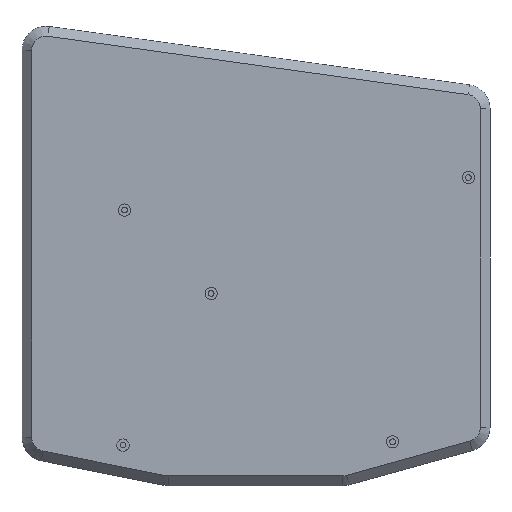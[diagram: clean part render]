
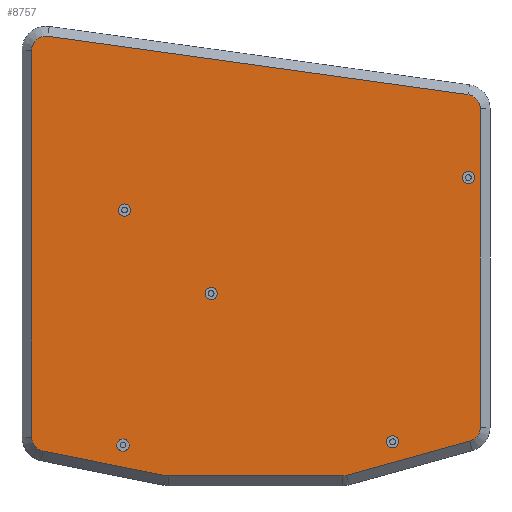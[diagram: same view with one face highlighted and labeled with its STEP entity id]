
A CAD part, front view. The second image highlights one B-rep face of the part: STEP entity #8757.
In plain terms, the highlighted planar face has unit normal (0, -1, 0).
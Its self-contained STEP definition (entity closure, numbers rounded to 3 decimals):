
#1350=FACE_BOUND('',#2489,.T.);
#1351=FACE_BOUND('',#2490,.T.);
#1352=FACE_BOUND('',#2491,.T.);
#1353=FACE_BOUND('',#2492,.T.);
#1354=FACE_BOUND('',#2493,.T.);
#1514=CIRCLE('',#9240,2.9);
#1516=CIRCLE('',#9244,2.9);
#1518=CIRCLE('',#9248,2.9);
#1520=CIRCLE('',#9252,2.9);
#1522=CIRCLE('',#9256,2.9);
#1524=CIRCLE('',#9260,2.9);
#1530=CIRCLE('',#9273,1.25);
#1531=CIRCLE('',#9274,1.25);
#1532=CIRCLE('',#9275,1.25);
#1533=CIRCLE('',#9276,1.25);
#1534=CIRCLE('',#9277,1.25);
#2020=FACE_OUTER_BOUND('',#2488,.T.);
#2488=EDGE_LOOP('',(#7675,#7676,#7677,#7678,#7679,#7680,#7681,#7682,#7683,
#7684,#7685,#7686));
#2489=EDGE_LOOP('',(#7687));
#2490=EDGE_LOOP('',(#7688));
#2491=EDGE_LOOP('',(#7689));
#2492=EDGE_LOOP('',(#7690));
#2493=EDGE_LOOP('',(#7691));
#3292=LINE('',#13349,#4170);
#3296=LINE('',#13361,#4174);
#3300=LINE('',#13373,#4178);
#3304=LINE('',#13385,#4182);
#3308=LINE('',#13397,#4186);
#3312=LINE('',#13409,#4190);
#4170=VECTOR('',#10981,10.);
#4174=VECTOR('',#10993,10.);
#4178=VECTOR('',#11005,10.);
#4182=VECTOR('',#11017,10.);
#4186=VECTOR('',#11029,10.);
#4190=VECTOR('',#11041,10.);
#4858=VERTEX_POINT('',#13342);
#4861=VERTEX_POINT('',#13347);
#4862=VERTEX_POINT('',#13351);
#4864=VERTEX_POINT('',#13357);
#4866=VERTEX_POINT('',#13363);
#4868=VERTEX_POINT('',#13369);
#4870=VERTEX_POINT('',#13375);
#4872=VERTEX_POINT('',#13381);
#4874=VERTEX_POINT('',#13387);
#4876=VERTEX_POINT('',#13393);
#4878=VERTEX_POINT('',#13399);
#4880=VERTEX_POINT('',#13405);
#4895=VERTEX_POINT('',#13452);
#4896=VERTEX_POINT('',#13454);
#4897=VERTEX_POINT('',#13456);
#4898=VERTEX_POINT('',#13458);
#4899=VERTEX_POINT('',#13460);
#5800=EDGE_CURVE('',#4861,#4858,#3292,.T.);
#5803=EDGE_CURVE('',#4858,#4862,#1514,.T.);
#5806=EDGE_CURVE('',#4862,#4864,#3296,.T.);
#5809=EDGE_CURVE('',#4864,#4866,#1516,.T.);
#5812=EDGE_CURVE('',#4866,#4868,#3300,.T.);
#5815=EDGE_CURVE('',#4868,#4870,#1518,.T.);
#5818=EDGE_CURVE('',#4870,#4872,#3304,.T.);
#5821=EDGE_CURVE('',#4872,#4874,#1520,.T.);
#5824=EDGE_CURVE('',#4874,#4876,#3308,.T.);
#5827=EDGE_CURVE('',#4876,#4878,#1522,.T.);
#5830=EDGE_CURVE('',#4878,#4880,#3312,.T.);
#5832=EDGE_CURVE('',#4880,#4861,#1524,.T.);
#5852=EDGE_CURVE('',#4895,#4895,#1530,.T.);
#5853=EDGE_CURVE('',#4896,#4896,#1531,.T.);
#5854=EDGE_CURVE('',#4897,#4897,#1532,.T.);
#5855=EDGE_CURVE('',#4898,#4898,#1533,.T.);
#5856=EDGE_CURVE('',#4899,#4899,#1534,.T.);
#7675=ORIENTED_EDGE('',*,*,#5800,.F.);
#7676=ORIENTED_EDGE('',*,*,#5832,.F.);
#7677=ORIENTED_EDGE('',*,*,#5830,.F.);
#7678=ORIENTED_EDGE('',*,*,#5827,.F.);
#7679=ORIENTED_EDGE('',*,*,#5824,.F.);
#7680=ORIENTED_EDGE('',*,*,#5821,.F.);
#7681=ORIENTED_EDGE('',*,*,#5818,.F.);
#7682=ORIENTED_EDGE('',*,*,#5815,.F.);
#7683=ORIENTED_EDGE('',*,*,#5812,.F.);
#7684=ORIENTED_EDGE('',*,*,#5809,.F.);
#7685=ORIENTED_EDGE('',*,*,#5806,.F.);
#7686=ORIENTED_EDGE('',*,*,#5803,.F.);
#7687=ORIENTED_EDGE('',*,*,#5852,.F.);
#7688=ORIENTED_EDGE('',*,*,#5853,.F.);
#7689=ORIENTED_EDGE('',*,*,#5854,.F.);
#7690=ORIENTED_EDGE('',*,*,#5855,.F.);
#7691=ORIENTED_EDGE('',*,*,#5856,.F.);
#8390=PLANE('',#9272);
#8757=ADVANCED_FACE('',(#2020,#1350,#1351,#1352,#1353,#1354),#8390,.T.);
#9240=AXIS2_PLACEMENT_3D('',#13355,#10987,#10988);
#9244=AXIS2_PLACEMENT_3D('',#13367,#10999,#11000);
#9248=AXIS2_PLACEMENT_3D('',#13379,#11011,#11012);
#9252=AXIS2_PLACEMENT_3D('',#13391,#11023,#11024);
#9256=AXIS2_PLACEMENT_3D('',#13403,#11035,#11036);
#9260=AXIS2_PLACEMENT_3D('',#13412,#11046,#11047);
#9272=AXIS2_PLACEMENT_3D('',#13451,#11084,#11085);
#9273=AXIS2_PLACEMENT_3D('',#13453,#11086,#11087);
#9274=AXIS2_PLACEMENT_3D('',#13455,#11088,#11089);
#9275=AXIS2_PLACEMENT_3D('',#13457,#11090,#11091);
#9276=AXIS2_PLACEMENT_3D('',#13459,#11092,#11093);
#9277=AXIS2_PLACEMENT_3D('',#13461,#11094,#11095);
#10981=DIRECTION('',(0.99,0.,-0.138));
#10987=DIRECTION('center_axis',(0.,1.,0.));
#10988=DIRECTION('ref_axis',(1.,0.,0.));
#10993=DIRECTION('',(0.,0.,-1.));
#10999=DIRECTION('center_axis',(0.,1.,0.));
#11000=DIRECTION('ref_axis',(0.268,0.,-0.964));
#11005=DIRECTION('',(-0.964,0.,-0.268));
#11011=DIRECTION('center_axis',(0.,1.,0.));
#11012=DIRECTION('ref_axis',(0.,0.,-1.));
#11017=DIRECTION('',(-1.,0.,0.));
#11023=DIRECTION('center_axis',(0.,1.,0.));
#11024=DIRECTION('ref_axis',(-0.196,0.,-0.981));
#11029=DIRECTION('',(-0.981,0.,0.196));
#11035=DIRECTION('center_axis',(0.,1.,0.));
#11036=DIRECTION('ref_axis',(-1.,0.,0.));
#11041=DIRECTION('',(0.,0.,1.));
#11046=DIRECTION('center_axis',(0.,1.,0.));
#11047=DIRECTION('ref_axis',(0.138,0.,0.99));
#11084=DIRECTION('center_axis',(0.,-1.,0.));
#11085=DIRECTION('ref_axis',(0.,0.,1.));
#11086=DIRECTION('center_axis',(0.,-1.,0.));
#11087=DIRECTION('ref_axis',(-1.,0.,0.));
#11088=DIRECTION('center_axis',(0.,-1.,0.));
#11089=DIRECTION('ref_axis',(-1.,0.,0.));
#11090=DIRECTION('center_axis',(0.,-1.,0.));
#11091=DIRECTION('ref_axis',(-1.,0.,0.));
#11092=DIRECTION('center_axis',(0.,-1.,0.));
#11093=DIRECTION('ref_axis',(-1.,0.,0.));
#11094=DIRECTION('center_axis',(0.,-1.,0.));
#11095=DIRECTION('ref_axis',(-1.,0.,0.));
#13342=CARTESIAN_POINT('',(154.186,-7.25,70.228));
#13347=CARTESIAN_POINT('',(68.386,-7.25,82.144));
#13349=CARTESIAN_POINT('',(92.293,-7.25,78.824));
#13351=CARTESIAN_POINT('',(156.687,-7.25,67.355));
#13355=CARTESIAN_POINT('Origin',(153.787,-7.25,67.355));
#13357=CARTESIAN_POINT('',(156.687,-7.25,2.222));
#13361=CARTESIAN_POINT('',(156.687,-7.25,52.301));
#13363=CARTESIAN_POINT('',(154.563,-7.25,-0.572));
#13367=CARTESIAN_POINT('Origin',(153.787,-7.25,2.222));
#13369=CARTESIAN_POINT('',(129.363,-7.25,-7.572));
#13373=CARTESIAN_POINT('',(139.166,-7.25,-4.849));
#13375=CARTESIAN_POINT('',(128.587,-7.25,-7.678));
#13379=CARTESIAN_POINT('Origin',(128.587,-7.25,-4.778));
#13381=CARTESIAN_POINT('',(93.004,-7.25,-7.678));
#13385=CARTESIAN_POINT('',(119.737,-7.25,-7.678));
#13387=CARTESIAN_POINT('',(92.436,-7.25,-7.622));
#13391=CARTESIAN_POINT('Origin',(93.004,-7.25,-4.778));
#13393=CARTESIAN_POINT('',(67.419,-7.25,-2.622));
#13397=CARTESIAN_POINT('',(96.995,-7.25,-8.533));
#13399=CARTESIAN_POINT('',(65.087,-7.25,0.222));
#13403=CARTESIAN_POINT('Origin',(67.987,-7.25,0.222));
#13405=CARTESIAN_POINT('',(65.087,-7.25,79.272));
#13409=CARTESIAN_POINT('',(65.087,-7.25,18.734));
#13412=CARTESIAN_POINT('Origin',(67.987,-7.25,79.272));
#13451=CARTESIAN_POINT('Origin',(110.887,-7.25,37.247));
#13452=CARTESIAN_POINT('',(155.521,-7.25,53.271));
#13453=CARTESIAN_POINT('Origin',(154.271,-7.25,53.271));
#13454=CARTESIAN_POINT('',(84.97,-7.25,-1.378));
#13455=CARTESIAN_POINT('Origin',(83.72,-7.25,-1.378));
#13456=CARTESIAN_POINT('',(140.042,-7.25,-0.708));
#13457=CARTESIAN_POINT('Origin',(138.792,-7.25,-0.708));
#13458=CARTESIAN_POINT('',(102.97,-7.25,29.622));
#13459=CARTESIAN_POINT('Origin',(101.72,-7.25,29.622));
#13460=CARTESIAN_POINT('',(85.304,-7.25,46.622));
#13461=CARTESIAN_POINT('Origin',(84.054,-7.25,46.622));
